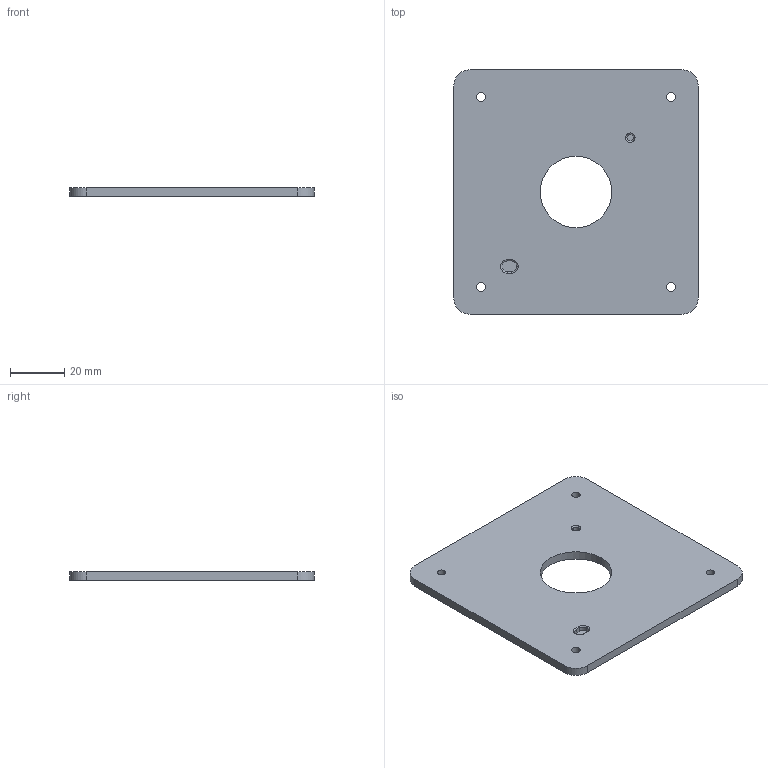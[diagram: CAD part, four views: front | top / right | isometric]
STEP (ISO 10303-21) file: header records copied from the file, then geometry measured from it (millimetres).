
FILE_DESCRIPTION (( 'STEP AP214' ), '1' );
FILE_NAME ('D1000658-v2_aLIGO TCS HARTMANN SENSOR PLATE CLAMP.STEP', '2010-05-11T23:59:27', ( 'LIGO' ), ( 'CALTECH' ), 'SwSTEP 2.0', 'SolidWorks 2009', '' );
FILE_SCHEMA (( 'AUTOMOTIVE_DESIGN' ));
Length unit declared in the file: millimetre
Products named in the file (1): D1000658-v2_aLIGO TCS HARTMANN SENSOR PLATE CLAMP
Bounding box: 90 x 90 x 3.2 mm (x, y, z)
Volume: 23932.9 mm3; surface area: 16542.3 mm2
Topology: 1 solids, 1 shells, 36 faces, 89 edges, 57 vertices
Faces by surface type: cylinder 21, plane 10, torus 5
Entity records: 1163 total; most frequent: DIRECTION 213, CARTESIAN_POINT 183, ORIENTED_EDGE 178, EDGE_CURVE 89, AXIS2_PLACEMENT_3D 87, VERTEX_POINT 57, CIRCLE 50, EDGE_LOOP 48
